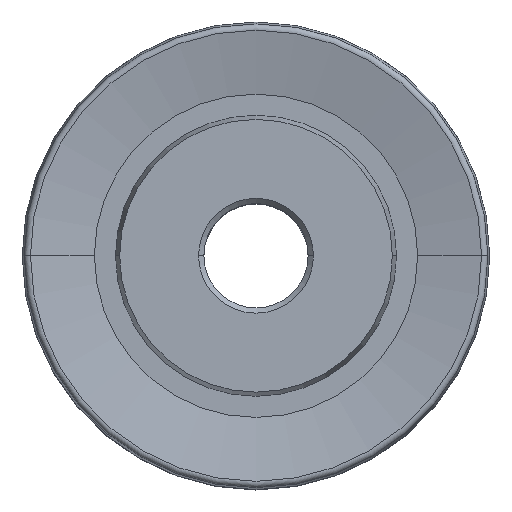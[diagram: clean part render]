
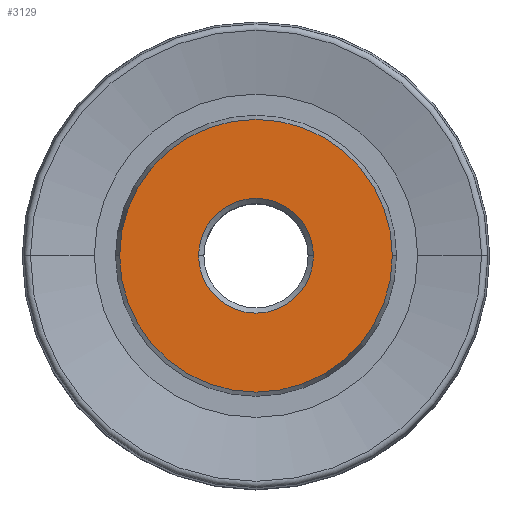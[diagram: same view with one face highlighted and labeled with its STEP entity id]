
A CAD part, top view. The second image highlights one B-rep face of the part: STEP entity #3129.
In plain terms, the highlighted planar face has unit normal (0, 0, 1).
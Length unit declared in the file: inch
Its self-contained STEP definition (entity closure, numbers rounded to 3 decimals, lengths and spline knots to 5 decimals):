
#71 = EDGE_CURVE ( 'NONE', #2559, #2655, #2711, .T. ) ;
#122 = ORIENTED_EDGE ( 'NONE', *, *, #71, .T. ) ;
#187 = CIRCLE ( 'NONE', #1461, 0.10843 ) ;
#193 = PLANE ( 'NONE',  #3393 ) ;
#238 = CARTESIAN_POINT ( 'NONE',  ( -0.10843, 0., 0.2855 ) ) ;
#291 = AXIS2_PLACEMENT_3D ( 'NONE', #3170, #1351, #3482 ) ;
#489 = CARTESIAN_POINT ( 'NONE',  ( 0., 0., 0.2855 ) ) ;
#682 = CARTESIAN_POINT ( 'NONE',  ( 0., 0., 0.2855 ) ) ;
#906 = AXIS2_PLACEMENT_3D ( 'NONE', #2719, #916, #3032 ) ;
#916 = DIRECTION ( 'NONE',  ( 0., 0., -1. ) ) ;
#991 = DIRECTION ( 'NONE',  ( 1., 0., 0. ) ) ;
#1013 = ORIENTED_EDGE ( 'NONE', *, *, #1483, .T. ) ;
#1064 = DIRECTION ( 'NONE',  ( 0., 0., -1. ) ) ;
#1084 = FACE_OUTER_BOUND ( 'NONE', #3017, .T. ) ;
#1109 = CARTESIAN_POINT ( 'NONE',  ( -0.2575, 0., 0.2855 ) ) ;
#1271 = CARTESIAN_POINT ( 'NONE',  ( 0.10843, 0., 0.2855 ) ) ;
#1347 = ORIENTED_EDGE ( 'NONE', *, *, #1947, .T. ) ;
#1351 = DIRECTION ( 'NONE',  ( 0., 0., 1. ) ) ;
#1411 = DIRECTION ( 'NONE',  ( 0., 0., 1. ) ) ;
#1461 = AXIS2_PLACEMENT_3D ( 'NONE', #2878, #1064, #3182 ) ;
#1483 = EDGE_CURVE ( 'NONE', #2250, #3908, #187, .T. ) ;
#1890 = FACE_BOUND ( 'NONE', #2245, .T. ) ;
#1947 = EDGE_CURVE ( 'NONE', #3908, #2250, #3223, .T. ) ;
#2245 = EDGE_LOOP ( 'NONE', ( #1013, #1347 ) ) ;
#2250 = VERTEX_POINT ( 'NONE', #1271 ) ;
#2309 = CIRCLE ( 'NONE', #2597, 0.2575 ) ;
#2410 = EDGE_CURVE ( 'NONE', #2655, #2559, #2309, .T. ) ;
#2559 = VERTEX_POINT ( 'NONE', #3766 ) ;
#2597 = AXIS2_PLACEMENT_3D ( 'NONE', #682, #2800, #991 ) ;
#2655 = VERTEX_POINT ( 'NONE', #1109 ) ;
#2711 = CIRCLE ( 'NONE', #291, 0.2575 ) ;
#2719 = CARTESIAN_POINT ( 'NONE',  ( 0., 0., 0.2855 ) ) ;
#2800 = DIRECTION ( 'NONE',  ( 0., 0., 1. ) ) ;
#2878 = CARTESIAN_POINT ( 'NONE',  ( 0., 0., 0.2855 ) ) ;
#3017 = EDGE_LOOP ( 'NONE', ( #3151, #122 ) ) ;
#3032 = DIRECTION ( 'NONE',  ( 1., 0., 0. ) ) ;
#3129 = ADVANCED_FACE ( 'NONE', ( #1084, #1890 ), #193, .T. ) ;
#3151 = ORIENTED_EDGE ( 'NONE', *, *, #2410, .T. ) ;
#3170 = CARTESIAN_POINT ( 'NONE',  ( 0., 0., 0.2855 ) ) ;
#3182 = DIRECTION ( 'NONE',  ( 1., 0., 0. ) ) ;
#3223 = CIRCLE ( 'NONE', #906, 0.10843 ) ;
#3393 = AXIS2_PLACEMENT_3D ( 'NONE', #489, #1411, #3542 ) ;
#3482 = DIRECTION ( 'NONE',  ( 1., 0., 0. ) ) ;
#3542 = DIRECTION ( 'NONE',  ( 1., 0., 0. ) ) ;
#3766 = CARTESIAN_POINT ( 'NONE',  ( 0.2575, 0., 0.2855 ) ) ;
#3908 = VERTEX_POINT ( 'NONE', #238 ) ;
